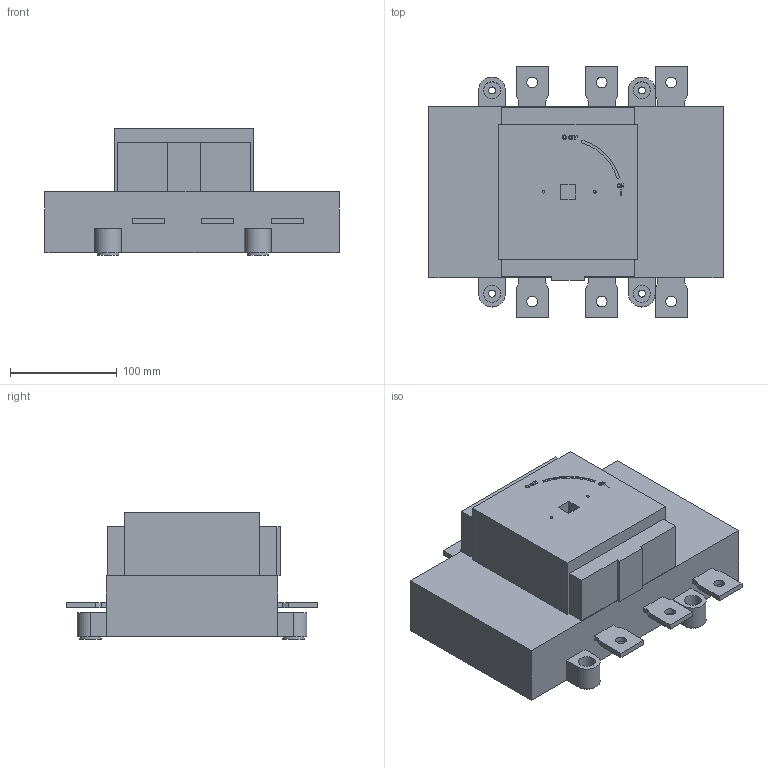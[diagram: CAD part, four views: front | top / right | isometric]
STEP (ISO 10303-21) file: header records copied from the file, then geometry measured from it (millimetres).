
FILE_DESCRIPTION((''),'2;1');
FILE_NAME('Int S5000-630-800A 3P (2011-05)_.stp','2011-11-30T16:17:38',('david'),(''),'Autodesk Inventor 2010','Autodesk Inventor 2010','');
FILE_SCHEMA(('CONFIG_CONTROL_DESIGN'));
Length unit declared in the file: millimetre
Products named in the file (1): Pieza3
Bounding box: 275 x 235 x 118.5 mm (x, y, z)
Volume: 3731482.4 mm3; surface area: 201545.5 mm2
Topology: 1 solids, 1 shells, 220 faces, 568 edges, 378 vertices
Faces by surface type: plane 152, bspline 42, cylinder 26
Full cylindrical faces by diameter (mm): 2.5 x2, 6.5 x4, 10 x6, 16 x4, 20 x4
Entity records: 6833 total; most frequent: CARTESIAN_POINT 1693, ORIENTED_EDGE 1096, DIRECTION 874, EDGE_CURVE 548, VECTOR 412, LINE 412, VERTEX_POINT 378, EDGE_LOOP 288
